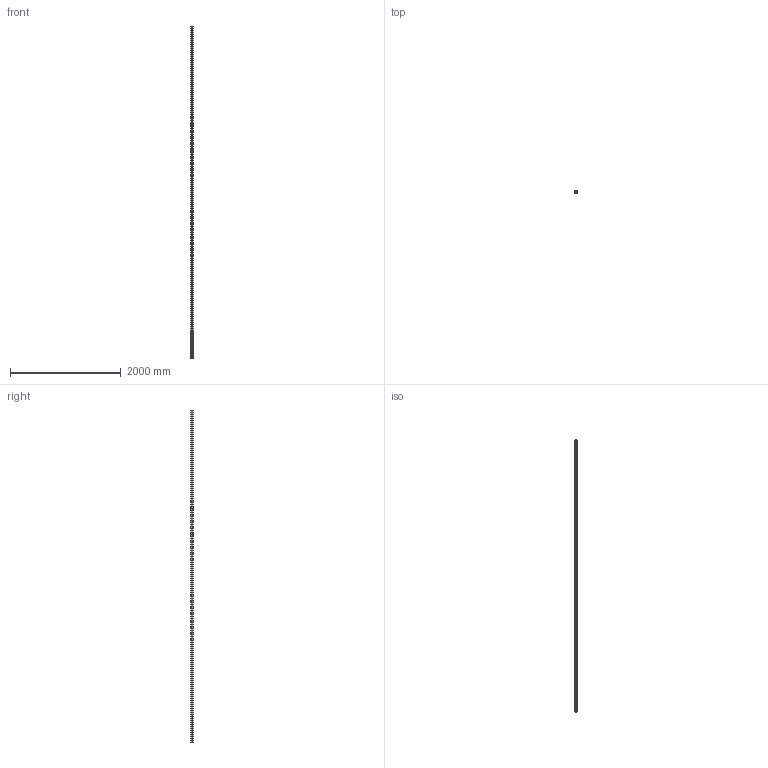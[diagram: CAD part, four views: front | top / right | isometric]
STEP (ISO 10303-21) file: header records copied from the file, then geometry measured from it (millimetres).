
FILE_DESCRIPTION (( 'STEP AP214' ), '1' );
FILE_NAME ('1122953.STEP', '2026-02-05T12:33:07', ( '' ), ( '' ), 'SwSTEP 2.0', 'SolidWorks 2024', '' );
FILE_SCHEMA (( 'AUTOMOTIVE_DESIGN' ));
Length unit declared in the file: millimetre
Products named in the file (3): 011035_L=6000; 1122953
Assembly tree (2 placements, depth 2):
  1122953
    011035_L=6000
    011035_L=6000
Bounding box: 41 x 42 x 6000 mm (x, y, z)
Volume: 2298930.3 mm3; surface area: 2351664.5 mm2
Topology: 2 solids, 2 shells, 1073 faces, 2676 edges, 1752 vertices
Faces by surface type: plane 569, cylinder 504
Entity records: 32358 total; most frequent: DIRECTION 5840, CARTESIAN_POINT 5506, ORIENTED_EDGE 5352, EDGE_CURVE 2676, AXIS2_PLACEMENT_3D 2086, VERTEX_POINT 1752, VECTOR 1668, LINE 1668
